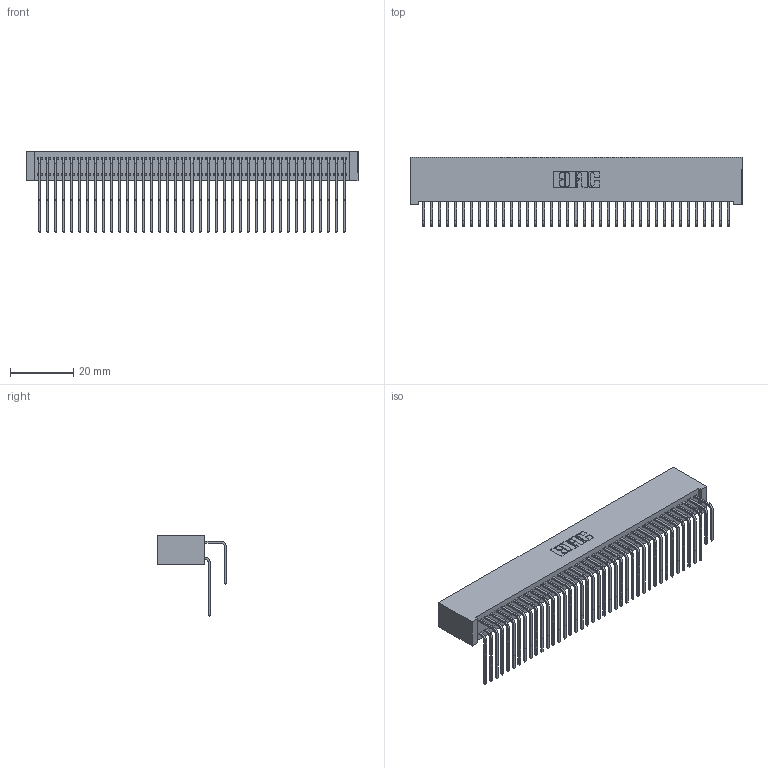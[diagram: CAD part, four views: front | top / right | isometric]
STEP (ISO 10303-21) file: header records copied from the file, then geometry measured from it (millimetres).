
FILE_DESCRIPTION (( 'STEP AP203' ), '1' );
FILE_NAME ('392-078-558-201.STEP', '2019-10-09T14:12:21', ( '' ), ( '' ), 'SwSTEP 2.0', 'SolidWorks 2016', '' );
FILE_SCHEMA (( 'CONFIG_CONTROL_DESIGN' ));
Length unit declared in the file: inch
Products named in the file (4): 345-292-001_558 559 Tail - 1; 345-292-001_558 Tail - 2; 392-078-558-201; 342 Part_Lugless
Assembly tree (79 placements, depth 2):
  392-078-558-201
    342 Part_Lugless
    345-292-001_558 559 Tail - 1  x39
    345-292-001_558 Tail - 2  x39
Bounding box: 105.31 x 21.91 x 25.78 mm (x, y, z)
Volume: 10337.2 mm3; surface area: 19234.2 mm2
Topology: 79 solids, 79 shells, 4314 faces, 12833 edges, 8450 vertices
Faces by surface type: plane 3026, cylinder 1288
Entity records: 26853 total; most frequent: CARTESIAN_POINT 4501, ORIENTED_EDGE 4386, DIRECTION 3825, EDGE_CURVE 2193, LINE 2033, VECTOR 2033, VERTEX_POINT 1458, AXIS2_PLACEMENT_3D 896
